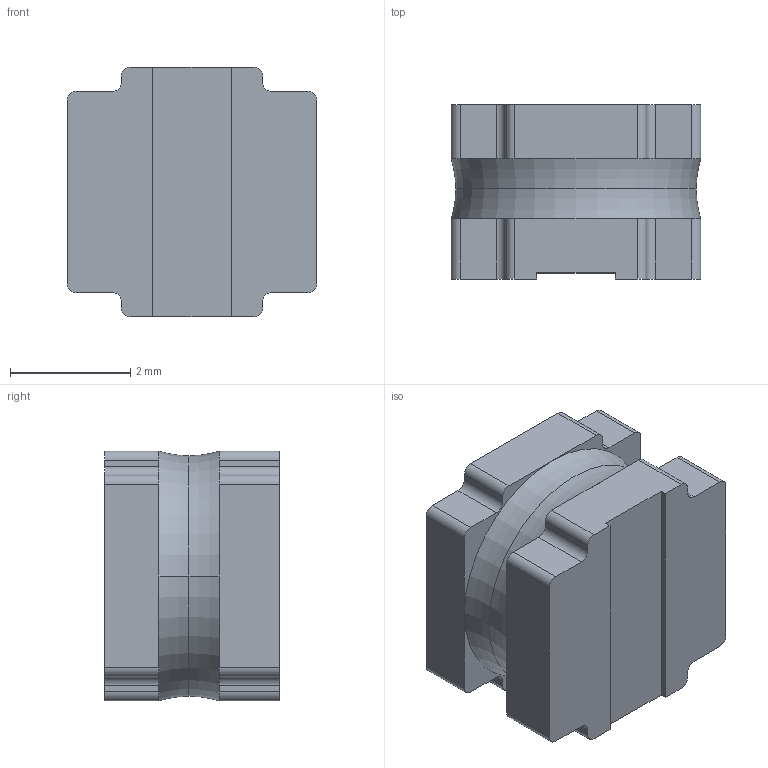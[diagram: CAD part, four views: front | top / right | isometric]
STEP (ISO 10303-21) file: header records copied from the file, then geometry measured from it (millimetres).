
FILE_DESCRIPTION (( 'STEP AP214' ), '1' );
FILE_NAME ('4.15x4.15mm Inductor 471.STEP', '2024-09-26T12:18:43', ( '' ), ( '' ), 'SwSTEP 2.0', 'SolidWorks 2021', '' );
FILE_SCHEMA (( 'AUTOMOTIVE_DESIGN' ));
Length unit declared in the file: millimetre
Products named in the file (1): 4.15x4.15mm Inductor 471
Bounding box: 4.15 x 2.9 x 4.15 mm (x, y, z)
Volume: 42.3 mm3; surface area: 79.6 mm2
Topology: 1 solids, 1 shells, 122 faces, 334 edges, 218 vertices
Faces by surface type: plane 68, bspline 26, cylinder 24, torus 4
Entity records: 5640 total; most frequent: CARTESIAN_POINT 1293, ORIENTED_EDGE 668, DIRECTION 538, EDGE_CURVE 334, VECTOR 220, LINE 220, VERTEX_POINT 218, AXIS2_PLACEMENT_3D 159
